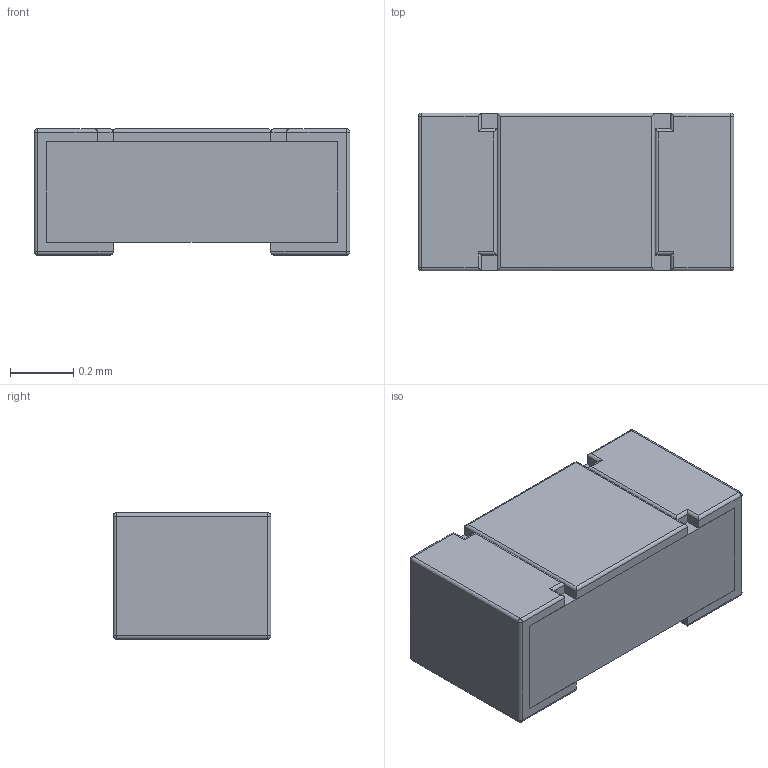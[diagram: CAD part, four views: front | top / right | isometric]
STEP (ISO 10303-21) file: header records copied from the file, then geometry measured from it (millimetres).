
FILE_DESCRIPTION(('FreeCAD Model'),'2;1');
FILE_NAME('Open CASCADE Shape Model','2023-11-24T14:20:57',('Author'),( ''),'Open CASCADE STEP processor 7.6','FreeCAD','Unknown');
FILE_SCHEMA(('AUTOMOTIVE_DESIGN { 1 0 10303 214 1 1 1 1 }'));
Length unit declared in the file: millimetre
Products named in the file (5): RESC100X50X40L029; RESC100X50X40L25; RESC100X50X40L026; RESC100X50X40L027; RESC100X50X40L028
Assembly tree (4 placements, depth 2):
  RESC100X50X40L029
    RESC100X50X40L25
    RESC100X50X40L026
    RESC100X50X40L027
    RESC100X50X40L028
Bounding box: 1 x 0.5 x 0.4 mm (x, y, z)
Volume: 0.2 mm3; surface area: 4.2 mm2
Topology: 4 solids, 4 shells, 80 faces, 180 edges, 100 vertices
Faces by surface type: plane 40, cylinder 32, sphere 8
Entity records: 5676 total; most frequent: CARTESIAN_POINT 2105, DIRECTION 634, LINE 416, VECTOR 416, ORIENTED_EDGE 344, PCURVE 344, DEFINITIONAL_REPRESENTATION 344, EDGE_CURVE 172
